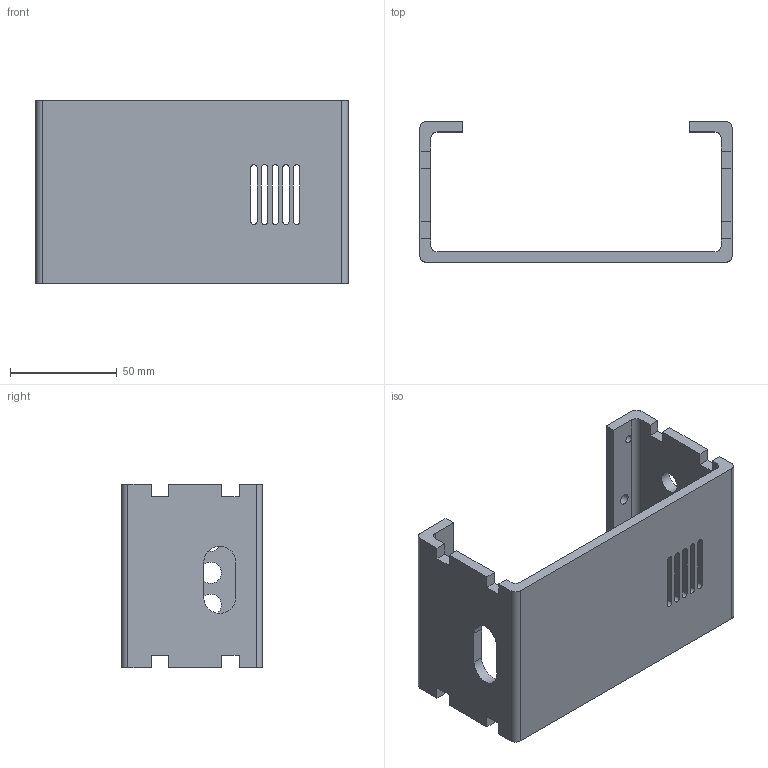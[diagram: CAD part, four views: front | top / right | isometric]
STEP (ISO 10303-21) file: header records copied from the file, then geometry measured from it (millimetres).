
FILE_DESCRIPTION(('FreeCAD Model'),'2;1');
FILE_NAME('Open CASCADE Shape Model','2024-04-01T00:06:24',('Author'),( ''),'Open CASCADE STEP processor 7.6','FreeCAD','Unknown');
FILE_SCHEMA(('AUTOMOTIVE_DESIGN { 1 0 10303 214 1 1 1 1 }'));
Length unit declared in the file: millimetre
Products named in the file (1): Prim Shell
Bounding box: 146 x 66 x 86 mm (x, y, z)
Volume: 119250.1 mm3; surface area: 54370.4 mm2
Topology: 1 solids, 1 shells, 90 faces, 270 edges, 178 vertices
Faces by surface type: plane 58, cylinder 32
Full cylindrical faces by diameter (mm): 4 x4, 5 x2, 10 x6
Entity records: 3134 total; most frequent: ORIENTED_EDGE 540, CARTESIAN_POINT 539, DIRECTION 518, EDGE_CURVE 270, LINE 204, VECTOR 204, VERTEX_POINT 178, AXIS2_PLACEMENT_3D 157
